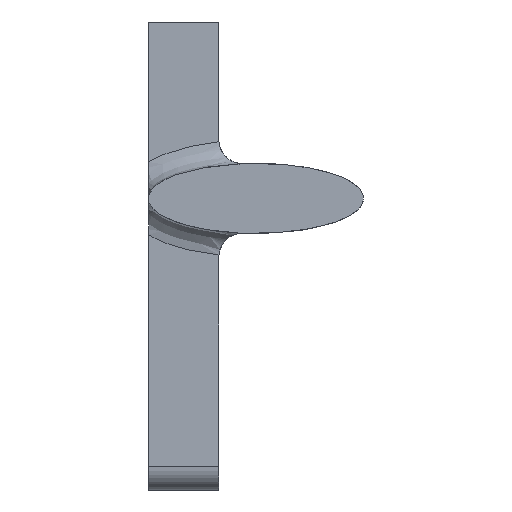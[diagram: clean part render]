
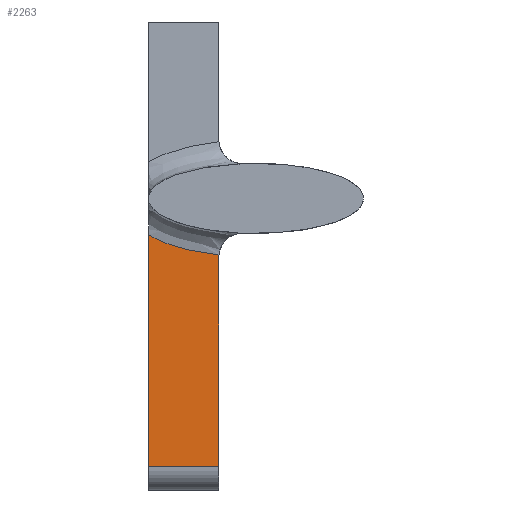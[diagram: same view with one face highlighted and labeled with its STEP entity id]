
A CAD part, left-side view. The second image highlights one B-rep face of the part: STEP entity #2263.
In plain terms, the highlighted planar face has unit normal (-1, 0, 0).
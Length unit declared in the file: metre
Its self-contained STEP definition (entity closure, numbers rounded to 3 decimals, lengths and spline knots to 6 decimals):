
#31=B_SPLINE_CURVE_WITH_KNOTS('',3,(#3509,#3510,#3511,#3512,#3513),
 .UNSPECIFIED.,.F.,.F.,(4,1,4),(-0.000006,0.003129,
0.006264),.UNSPECIFIED.);
#83=CIRCLE('',#2423,0.002);
#314=ORIENTED_EDGE('',*,*,#888,.F.);
#315=ORIENTED_EDGE('',*,*,#928,.T.);
#316=ORIENTED_EDGE('',*,*,#825,.T.);
#317=ORIENTED_EDGE('',*,*,#929,.T.);
#318=ORIENTED_EDGE('',*,*,#930,.T.);
#825=EDGE_CURVE('',#1135,#1136,#1367,.T.);
#888=EDGE_CURVE('',#1194,#1195,#1414,.T.);
#928=EDGE_CURVE('',#1194,#1135,#1447,.F.);
#929=EDGE_CURVE('',#1136,#1222,#83,.T.);
#930=EDGE_CURVE('',#1222,#1195,#31,.T.);
#1135=VERTEX_POINT('',#3289);
#1136=VERTEX_POINT('',#3290);
#1194=VERTEX_POINT('',#3414);
#1195=VERTEX_POINT('',#3416);
#1222=VERTEX_POINT('',#3508);
#1367=LINE('',#3288,#1629);
#1414=LINE('',#3415,#1676);
#1447=LINE('',#3506,#1709);
#1629=VECTOR('',#2654,1.);
#1676=VECTOR('',#2741,1.);
#1709=VECTOR('',#2786,1.);
#1855=EDGE_LOOP('',(#314,#315,#316,#317,#318));
#2017=FACE_BOUND('',#1855,.T.);
#2164=PLANE('',#2422);
#2263=ADVANCED_FACE('',(#2017),#2164,.F.);
#2422=AXIS2_PLACEMENT_3D('',#3505,#2784,#2785);
#2423=AXIS2_PLACEMENT_3D('',#3507,#2787,#2788);
#2654=DIRECTION('',(0.,0.,1.));
#2741=DIRECTION('',(0.,0.,1.));
#2784=DIRECTION('',(1.,0.,0.));
#2785=DIRECTION('',(0.,0.,-1.));
#2786=DIRECTION('',(0.,1.,0.));
#2787=DIRECTION('',(1.,0.,0.));
#2788=DIRECTION('',(0.,0.,-1.));
#3288=CARTESIAN_POINT('',(0.1155,-0.092476,-0.038602));
#3289=CARTESIAN_POINT('',(0.1155,-0.092476,-0.0366));
#3290=CARTESIAN_POINT('',(0.1155,-0.092476,-0.018765));
#3414=CARTESIAN_POINT('',(0.1155,-0.0865,-0.0366));
#3415=CARTESIAN_POINT('',(0.1155,-0.0865,-0.038602));
#3416=CARTESIAN_POINT('',(0.1155,-0.0865,-0.016893));
#3505=CARTESIAN_POINT('',(0.1155,-0.089488,-0.038602));
#3506=CARTESIAN_POINT('',(0.1155,-0.092476,-0.0366));
#3507=CARTESIAN_POINT('',(0.1155,-0.094476,-0.018765));
#3508=CARTESIAN_POINT('',(0.1155,-0.092481,-0.018617));
#3509=CARTESIAN_POINT('',(0.1155,-0.092481,-0.018617));
#3510=CARTESIAN_POINT('',(0.1155,-0.09144,-0.018502));
#3511=CARTESIAN_POINT('',(0.1155,-0.089374,-0.018147));
#3512=CARTESIAN_POINT('',(0.1155,-0.087397,-0.017449));
#3513=CARTESIAN_POINT('',(0.1155,-0.0865,-0.016893));
